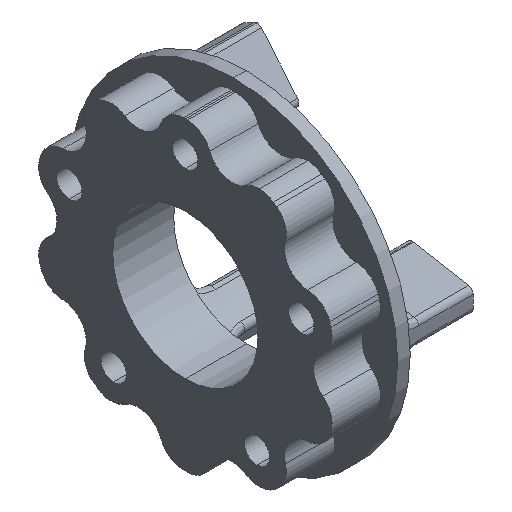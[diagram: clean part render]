
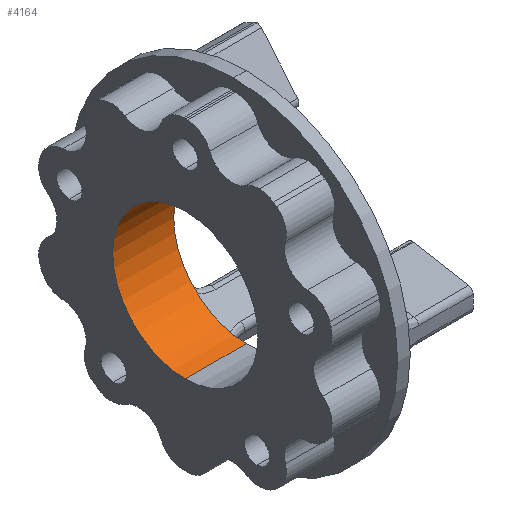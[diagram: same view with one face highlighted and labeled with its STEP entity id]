
A CAD part, isometric view. The second image highlights one B-rep face of the part: STEP entity #4164.
In plain terms, the highlighted cylindrical face has radius 9.525 mm (diameter 19.05 mm), a partial arc.
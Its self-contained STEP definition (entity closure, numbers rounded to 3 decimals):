
#77 = CARTESIAN_POINT ( 'NONE',  ( -12.35, 0., 9.525 ) ) ;
#469 = EDGE_LOOP ( 'NONE', ( #1076, #1141, #1844, #3604 ) ) ;
#577 = CARTESIAN_POINT ( 'NONE',  ( -4.35, 0., 0. ) ) ;
#656 = CARTESIAN_POINT ( 'NONE',  ( -12.35, 0., -9.525 ) ) ;
#838 = VERTEX_POINT ( 'NONE', #656 ) ;
#940 = CARTESIAN_POINT ( 'NONE',  ( 10., 0., 0. ) ) ;
#942 = DIRECTION ( 'NONE',  ( 0., 0., 1. ) ) ;
#1004 = VERTEX_POINT ( 'NONE', #77 ) ;
#1015 = FACE_OUTER_BOUND ( 'NONE', #469, .T. ) ;
#1076 = ORIENTED_EDGE ( 'NONE', *, *, #3177, .F. ) ;
#1081 = VERTEX_POINT ( 'NONE', #2522 ) ;
#1141 = ORIENTED_EDGE ( 'NONE', *, *, #1165, .F. ) ;
#1165 = EDGE_CURVE ( 'NONE', #3605, #1081, #2838, .T. ) ;
#1277 = DIRECTION ( 'NONE',  ( 0., 0., 1. ) ) ;
#1543 = LINE ( 'NONE', #1898, #2864 ) ;
#1774 = LINE ( 'NONE', #3534, #3144 ) ;
#1844 = ORIENTED_EDGE ( 'NONE', *, *, #3689, .T. ) ;
#1898 = CARTESIAN_POINT ( 'NONE',  ( 10., 0., -9.525 ) ) ;
#1960 = DIRECTION ( 'NONE',  ( -1., 0., 0. ) ) ;
#1997 = EDGE_CURVE ( 'NONE', #1004, #838, #3000, .T. ) ;
#2096 = AXIS2_PLACEMENT_3D ( 'NONE', #577, #1960, #1277 ) ;
#2325 = AXIS2_PLACEMENT_3D ( 'NONE', #2390, #3447, #942 ) ;
#2390 = CARTESIAN_POINT ( 'NONE',  ( -12.35, 0., 0. ) ) ;
#2414 = DIRECTION ( 'NONE',  ( 0., 0., 1. ) ) ;
#2522 = CARTESIAN_POINT ( 'NONE',  ( -4.35, 0., -9.525 ) ) ;
#2838 = CIRCLE ( 'NONE', #2096, 9.525 ) ;
#2864 = VECTOR ( 'NONE', #3397, 1000. ) ;
#3000 = CIRCLE ( 'NONE', #2325, 9.525 ) ;
#3144 = VECTOR ( 'NONE', #3187, 1000. ) ;
#3177 = EDGE_CURVE ( 'NONE', #1081, #838, #1543, .T. ) ;
#3187 = DIRECTION ( 'NONE',  ( -1., 0., 0. ) ) ;
#3389 = CARTESIAN_POINT ( 'NONE',  ( -4.35, 0., 9.525 ) ) ;
#3397 = DIRECTION ( 'NONE',  ( -1., 0., 0. ) ) ;
#3447 = DIRECTION ( 'NONE',  ( -1., 0., 0. ) ) ;
#3534 = CARTESIAN_POINT ( 'NONE',  ( 10., 0., 9.525 ) ) ;
#3604 = ORIENTED_EDGE ( 'NONE', *, *, #1997, .T. ) ;
#3605 = VERTEX_POINT ( 'NONE', #3389 ) ;
#3667 = AXIS2_PLACEMENT_3D ( 'NONE', #940, #4235, #2414 ) ;
#3689 = EDGE_CURVE ( 'NONE', #3605, #1004, #1774, .T. ) ;
#4164 = ADVANCED_FACE ( 'NONE', ( #1015 ), #4256, .F. ) ;
#4235 = DIRECTION ( 'NONE',  ( -1., 0., 0. ) ) ;
#4256 = CYLINDRICAL_SURFACE ( 'NONE', #3667, 9.525 ) ;
